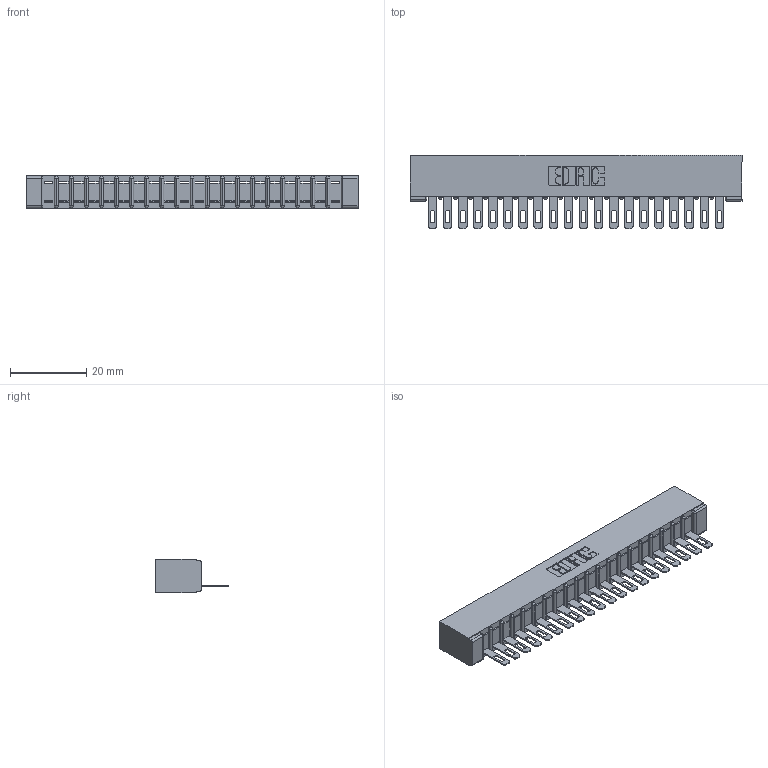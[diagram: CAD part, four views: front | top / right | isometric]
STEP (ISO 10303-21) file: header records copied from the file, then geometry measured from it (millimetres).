
FILE_DESCRIPTION (( 'STEP AP203' ), '1' );
FILE_NAME ('357-020-505-101.STEP', '2019-09-13T22:52:52', ( '' ), ( '' ), 'SwSTEP 2.0', 'SolidWorks 2016', '' );
FILE_SCHEMA (( 'CONFIG_CONTROL_DESIGN' ));
Length unit declared in the file: inch
Products named in the file (3): 307 Part_No Mounting Lugs; 357-020-505-101; 307-290-001_505
Assembly tree (21 placements, depth 2):
  357-020-505-101
    307 Part_No Mounting Lugs
    307-290-001_505  x20
Bounding box: 87.12 x 19.18 x 8.71 mm (x, y, z)
Volume: 5731.3 mm3; surface area: 9283.9 mm2
Topology: 21 solids, 21 shells, 1251 faces, 3539 edges, 2274 vertices
Faces by surface type: plane 786, cylinder 423, sphere 42
Entity records: 19554 total; most frequent: CARTESIAN_POINT 3284, ORIENTED_EDGE 3270, DIRECTION 3207, EDGE_CURVE 1635, VECTOR 1245, LINE 1245, VERTEX_POINT 1058, AXIS2_PLACEMENT_3D 981
